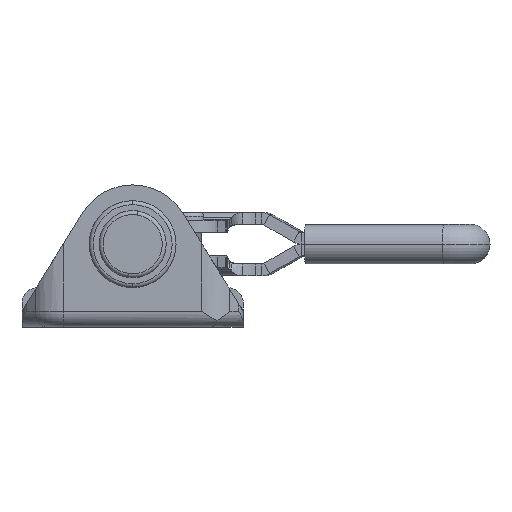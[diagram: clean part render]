
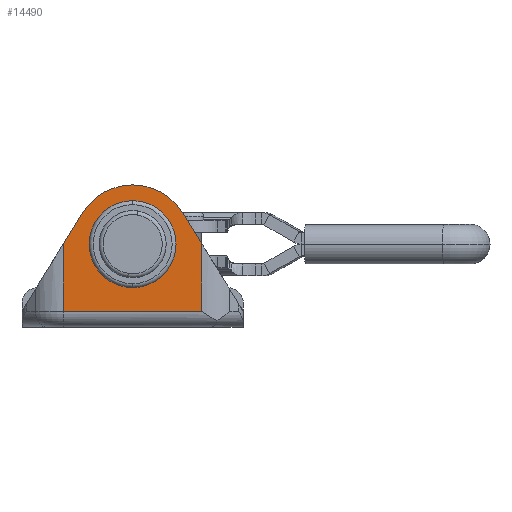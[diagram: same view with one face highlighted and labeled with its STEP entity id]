
A CAD part, left-side view. The second image highlights one B-rep face of the part: STEP entity #14490.
In plain terms, the highlighted planar face has unit normal (-1, 0, 0).
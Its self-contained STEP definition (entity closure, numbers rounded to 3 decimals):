
#1766 = FACE_OUTER_BOUND ( 'NONE', #21817, .T. ) ;
#1774 = FACE_BOUND ( 'NONE', #21830, .T. ) ;
#3857 = CARTESIAN_POINT ( 'NONE',  ( -40., 14., 5. ) ) ;
#5827 = CARTESIAN_POINT ( 'NONE',  ( -40., 5.25, 2. ) ) ;
#5859 = DIRECTION ( 'NONE',  ( 0., 0., -1. ) ) ;
#6904 = CARTESIAN_POINT ( 'NONE',  ( -40., 7.604, 14.417 ) ) ;
#9935 = AXIS2_PLACEMENT_3D ( 'NONE', #11780, #11785, #11786 ) ;
#10319 = AXIS2_PLACEMENT_3D ( 'NONE', #20068, #20070, #20072 ) ;
#10325 = AXIS2_PLACEMENT_3D ( 'NONE', #20182, #20185, #20187 ) ;
#10333 = AXIS2_PLACEMENT_3D ( 'NONE', #16153, #16154, #16155 ) ;
#10362 = AXIS2_PLACEMENT_3D ( 'NONE', #16563, #16565, #16566 ) ;
#11778 = PLANE ( 'NONE',  #9935 ) ;
#11780 = CARTESIAN_POINT ( 'NONE',  ( -40., 22.75, 2. ) ) ;
#11785 = DIRECTION ( 'NONE',  ( 1., 0., 0. ) ) ;
#11786 = DIRECTION ( 'NONE',  ( 0., 0., -1. ) ) ;
#13623 = CARTESIAN_POINT ( 'NONE',  ( -40., 22.75, 2. ) ) ;
#13655 = CARTESIAN_POINT ( 'NONE',  ( -40., 20.396, 14.417 ) ) ;
#13765 = CARTESIAN_POINT ( 'NONE',  ( -40., 5.25, 2. ) ) ;
#13813 = CARTESIAN_POINT ( 'NONE',  ( -40., 5.25, 10.573 ) ) ;
#13861 = CARTESIAN_POINT ( 'NONE',  ( -40., 14., 16. ) ) ;
#13875 = CARTESIAN_POINT ( 'NONE',  ( -40., 14., 18. ) ) ;
#13892 = CARTESIAN_POINT ( 'NONE',  ( -40., 22.75, 10.573 ) ) ;
#14490 = ADVANCED_FACE ( 'NONE', ( #1766, #1774 ), #11778, .F. ) ;
#16141 = CARTESIAN_POINT ( 'NONE',  ( -40., 22.75, 2. ) ) ;
#16147 = DIRECTION ( 'NONE',  ( 0., 0., -1. ) ) ;
#16153 = CARTESIAN_POINT ( 'NONE',  ( -40., 14., 10.5 ) ) ;
#16154 = DIRECTION ( 'NONE',  ( -1., 0., 0. ) ) ;
#16155 = DIRECTION ( 'NONE',  ( 0., 0., -1. ) ) ;
#16563 = CARTESIAN_POINT ( 'NONE',  ( -40., 14., 10.5 ) ) ;
#16565 = DIRECTION ( 'NONE',  ( -1., 0., 0. ) ) ;
#16566 = DIRECTION ( 'NONE',  ( 0., 0., -1. ) ) ;
#17141 = LINE ( 'NONE', #5827, #17142 ) ;
#17142 = VECTOR ( 'NONE', #5859, 1000. ) ;
#17237 = LINE ( 'NONE', #19674, #17242 ) ;
#17242 = VECTOR ( 'NONE', #19713, 1000. ) ;
#17299 = LINE ( 'NONE', #19989, #17304 ) ;
#17304 = VECTOR ( 'NONE', #19997, 1000. ) ;
#17314 = CIRCLE ( 'NONE', #10319, 7.5 ) ;
#17325 = CIRCLE ( 'NONE', #10325, 7.5 ) ;
#17350 = LINE ( 'NONE', #20268, #17351 ) ;
#17351 = VECTOR ( 'NONE', #20266, 1000. ) ;
#17369 = LINE ( 'NONE', #16141, #17376 ) ;
#17376 = VECTOR ( 'NONE', #16147, 1000. ) ;
#17377 = CIRCLE ( 'NONE', #10333, 5.5 ) ;
#17533 = CIRCLE ( 'NONE', #10362, 5.5 ) ;
#19674 = CARTESIAN_POINT ( 'NONE',  ( -40., 5.25, 2. ) ) ;
#19713 = DIRECTION ( 'NONE',  ( 0., -1., 0. ) ) ;
#19989 = CARTESIAN_POINT ( 'NONE',  ( -40., 21.254, 13.016 ) ) ;
#19997 = DIRECTION ( 'NONE',  ( 0., -0.522, 0.853 ) ) ;
#20068 = CARTESIAN_POINT ( 'NONE',  ( -40., 14., 10.5 ) ) ;
#20070 = DIRECTION ( 'NONE',  ( 1., 0., 0. ) ) ;
#20072 = DIRECTION ( 'NONE',  ( 0., 0., 1. ) ) ;
#20182 = CARTESIAN_POINT ( 'NONE',  ( -40., 14., 10.5 ) ) ;
#20185 = DIRECTION ( 'NONE',  ( 1., 0., 0. ) ) ;
#20187 = DIRECTION ( 'NONE',  ( 0., 0., 1. ) ) ;
#20266 = DIRECTION ( 'NONE',  ( 0., -0.522, -0.853 ) ) ;
#20268 = CARTESIAN_POINT ( 'NONE',  ( -40., -0.891, 0.545 ) ) ;
#21468 = VERTEX_POINT ( 'NONE', #6904 ) ;
#21817 = EDGE_LOOP ( 'NONE', ( #23110, #23119, #23067, #22991, #23083, #23044, #23142 ) ) ;
#21830 = EDGE_LOOP ( 'NONE', ( #23032, #23155 ) ) ;
#22991 = ORIENTED_EDGE ( 'NONE', *, *, #25196, .F. ) ;
#23032 = ORIENTED_EDGE ( 'NONE', *, *, #25212, .F. ) ;
#23044 = ORIENTED_EDGE ( 'NONE', *, *, #25182, .F. ) ;
#23067 = ORIENTED_EDGE ( 'NONE', *, *, #25054, .F. ) ;
#23083 = ORIENTED_EDGE ( 'NONE', *, *, #25171, .F. ) ;
#23110 = ORIENTED_EDGE ( 'NONE', *, *, #25210, .T. ) ;
#23119 = ORIENTED_EDGE ( 'NONE', *, *, #25124, .T. ) ;
#23142 = ORIENTED_EDGE ( 'NONE', *, *, #25162, .F. ) ;
#23155 = ORIENTED_EDGE ( 'NONE', *, *, #25329, .F. ) ;
#25054 = EDGE_CURVE ( 'NONE', #27109, #27013, #17141, .T. ) ;
#25124 = EDGE_CURVE ( 'NONE', #26710, #27013, #17237, .T. ) ;
#25162 = EDGE_CURVE ( 'NONE', #27273, #26773, #17299, .T. ) ;
#25171 = EDGE_CURVE ( 'NONE', #27247, #21468, #17314, .T. ) ;
#25182 = EDGE_CURVE ( 'NONE', #26773, #27247, #17325, .T. ) ;
#25196 = EDGE_CURVE ( 'NONE', #21468, #27109, #17350, .T. ) ;
#25210 = EDGE_CURVE ( 'NONE', #27273, #26710, #17369, .T. ) ;
#25212 = EDGE_CURVE ( 'NONE', #27861, #27219, #17377, .T. ) ;
#25329 = EDGE_CURVE ( 'NONE', #27219, #27861, #17533, .T. ) ;
#26710 = VERTEX_POINT ( 'NONE', #13623 ) ;
#26773 = VERTEX_POINT ( 'NONE', #13655 ) ;
#27013 = VERTEX_POINT ( 'NONE', #13765 ) ;
#27109 = VERTEX_POINT ( 'NONE', #13813 ) ;
#27219 = VERTEX_POINT ( 'NONE', #13861 ) ;
#27247 = VERTEX_POINT ( 'NONE', #13875 ) ;
#27273 = VERTEX_POINT ( 'NONE', #13892 ) ;
#27861 = VERTEX_POINT ( 'NONE', #3857 ) ;
